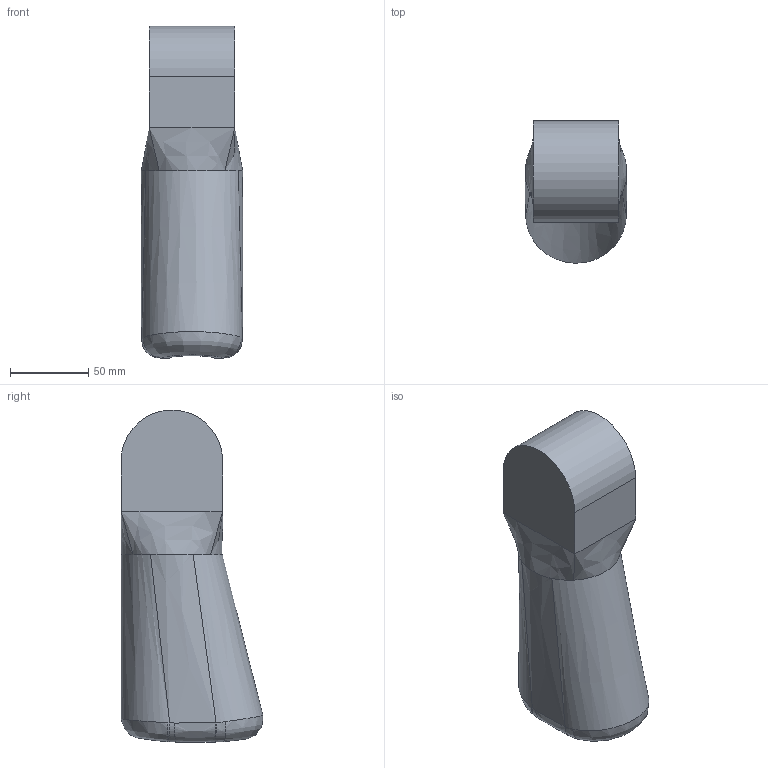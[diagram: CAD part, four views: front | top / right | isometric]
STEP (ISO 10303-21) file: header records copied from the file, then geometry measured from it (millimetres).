
FILE_DESCRIPTION(/* description */ (''),/* implementation_level */ '2;1');
FILE_NAME(/* name */ 'shank_mirror.step',/* time_stamp */ '2021-03-01T16:12:13-05:00',/* author */ ('boxi'),/* organization */ (''),/* preprocessor_version */ 'ST-DEVELOPER v18',/* originating_system */ 'Autodesk Inventor 2020',/* authorisation */ '');
FILE_SCHEMA (('AUTOMOTIVE_DESIGN { 1 0 10303 214 3 1 1 }'));
Length unit declared in the file: inch
Products named in the file (1): shank_mirror
Bounding box: 64.95 x 90.78 x 212.5 mm (x, y, z)
Volume: 724240.6 mm3; surface area: 61890 mm2
Topology: 1 solids, 1 shells, 38 faces, 104 edges, 68 vertices
Faces by surface type: bspline 24, cylinder 7, plane 7
Entity records: 2214 total; most frequent: CARTESIAN_POINT 1271, ORIENTED_EDGE 208, DIRECTION 130, EDGE_CURVE 104, VERTEX_POINT 68, AXIS2_PLACEMENT_3D 47, STYLED_ITEM 39, FACE_OUTER_BOUND 38
